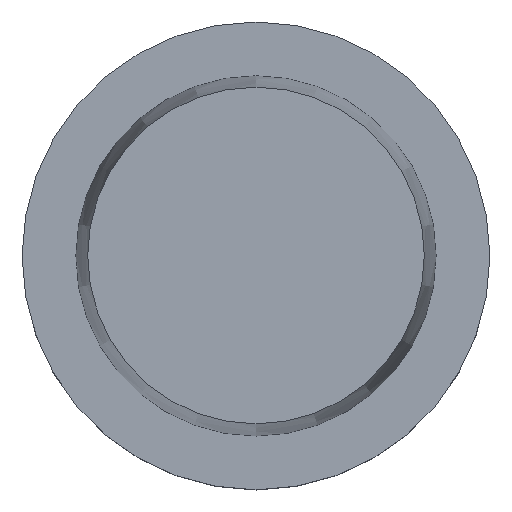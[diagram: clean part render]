
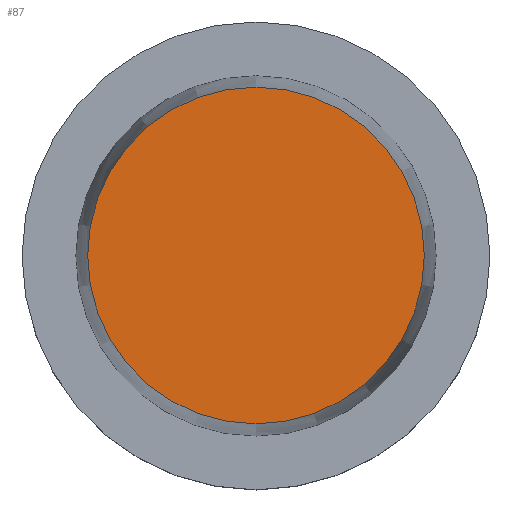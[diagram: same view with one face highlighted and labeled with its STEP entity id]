
A CAD part, top view. The second image highlights one B-rep face of the part: STEP entity #87.
In plain terms, the highlighted planar face has unit normal (0, 0, 1).
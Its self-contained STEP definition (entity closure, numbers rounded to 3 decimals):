
#87=ADVANCED_FACE('Unnamed[1]',(#236),#237,.T.);
#171=EDGE_CURVE('Unnamed[1]',#368,#368,#369,.T.);
#236=FACE_OUTER_BOUND('',#446,.T.);
#237=PLANE('',#447);
#368=VERTEX_POINT('',#610);
#369=CIRCLE('',#611,44.978);
#446=EDGE_LOOP('',(#689));
#447=AXIS2_PLACEMENT_3D('',#690,#691,#692);
#610=CARTESIAN_POINT('',(0.,44.978,63.));
#611=AXIS2_PLACEMENT_3D('',#837,#838,#839);
#689=ORIENTED_EDGE('',*,*,#171,.F.);
#690=CARTESIAN_POINT('',(0.,22.489,63.));
#691=DIRECTION('',(0.,0.,1.0));
#692=DIRECTION('',(0.,-1.0,0.));
#837=CARTESIAN_POINT('',(0.,0.,63.));
#838=DIRECTION('',(0.,0.,-1.0));
#839=DIRECTION('',(0.,1.0,0.));
